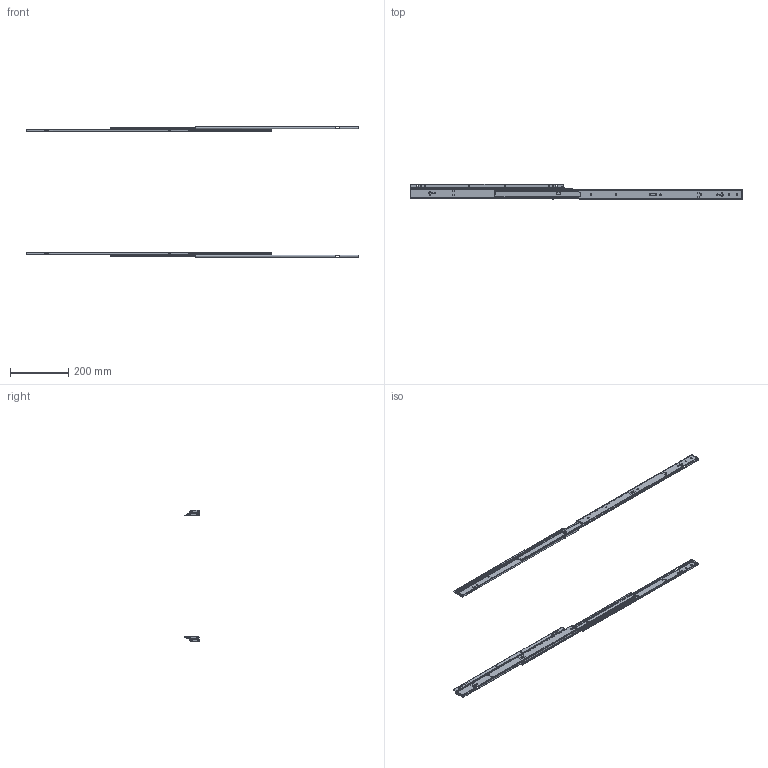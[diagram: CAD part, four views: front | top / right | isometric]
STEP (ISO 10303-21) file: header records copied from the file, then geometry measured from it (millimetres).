
FILE_DESCRIPTION (( 'STEP AP203' ), '1' );
FILE_NAME ('U33-22L R.STEP', '2021-05-24T05:34:42', ( '' ), ( '' ), 'SwSTEP 2.0', 'SolidWorks 2019', '' );
FILE_SCHEMA (( 'CONFIG_CONTROL_DESIGN' ));
Length unit declared in the file: millimetre
Products named in the file (13): U33-22Lキャビ側IM; PN41-3; U33-22L R; PN101リベット; U33-22Rドロ側IM; U33-22Lドロ側IM; PN26; U33-22Rキャビ側IM; PN4; U33-22Rキャビ側OM; U33-22Lキャビ側OM; U33-22Rドロ側OM; U33-22Lドロ側OM
Assembly tree (16 placements, depth 2):
  U33-22L R
    U33-22Lキャビ側OM
    PN26  x3
    U33-22Lキャビ側IM
    U33-22Lドロ側IM
    U33-22Lドロ側OM
    PN101リベット  x2
    PN4
    PN41-3  x2
    U33-22Rキャビ側OM
    U33-22Rキャビ側IM
    U33-22Rドロ側IM
    U33-22Rドロ側OM
Bounding box: 1138.61 x 54.75 x 450 mm (x, y, z)
Volume: 290639 mm3; surface area: 425797.1 mm2
Topology: 16 solids, 16 shells, 1027 faces, 2929 edges, 1926 vertices
Faces by surface type: plane 607, cylinder 400, bspline 12, torus 8
Entity records: 33426 total; most frequent: CARTESIAN_POINT 6678, ORIENTED_EDGE 5438, DIRECTION 5147, EDGE_CURVE 2719, VERTEX_POINT 1786, VECTOR 1773, LINE 1773, AXIS2_PLACEMENT_3D 1687
